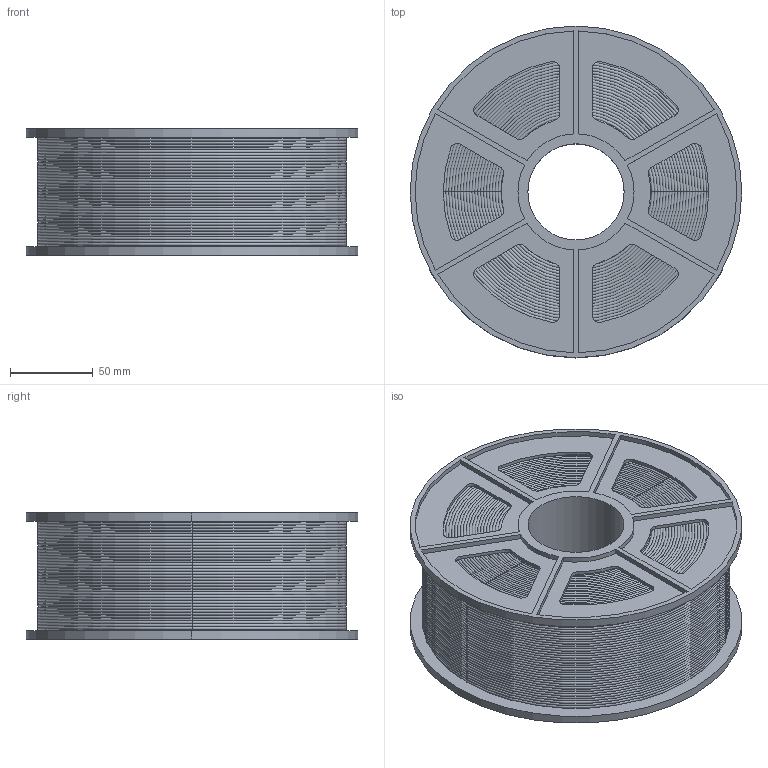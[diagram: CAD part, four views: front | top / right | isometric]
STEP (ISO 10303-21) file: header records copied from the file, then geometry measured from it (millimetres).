
FILE_DESCRIPTION (( 'STEP AP214' ), '1' );
FILE_NAME ('Generic 1 kg filament spool.STEP', '2025-09-18T19:08:23', ( '' ), ( '' ), 'SwSTEP 2.0', 'SolidWorks 2024', '' );
FILE_SCHEMA (( 'AUTOMOTIVE_DESIGN' ));
Length unit declared in the file: millimetre
Products named in the file (1): Generic 1 kg filament spool
Bounding box: 200 x 200 x 76 mm (x, y, z)
Volume: 1714426.7 mm3; surface area: 284887.8 mm2
Topology: 2 solids, 2 shells, 382 faces, 872 edges, 512 vertices
Faces by surface type: torus 202, cylinder 106, plane 70, cone 4
Entity records: 12828 total; most frequent: DIRECTION 2256, CARTESIAN_POINT 1767, ORIENTED_EDGE 1744, AXIS2_PLACEMENT_3D 1001, EDGE_CURVE 872, CIRCLE 618, VERTEX_POINT 512, EDGE_LOOP 416
